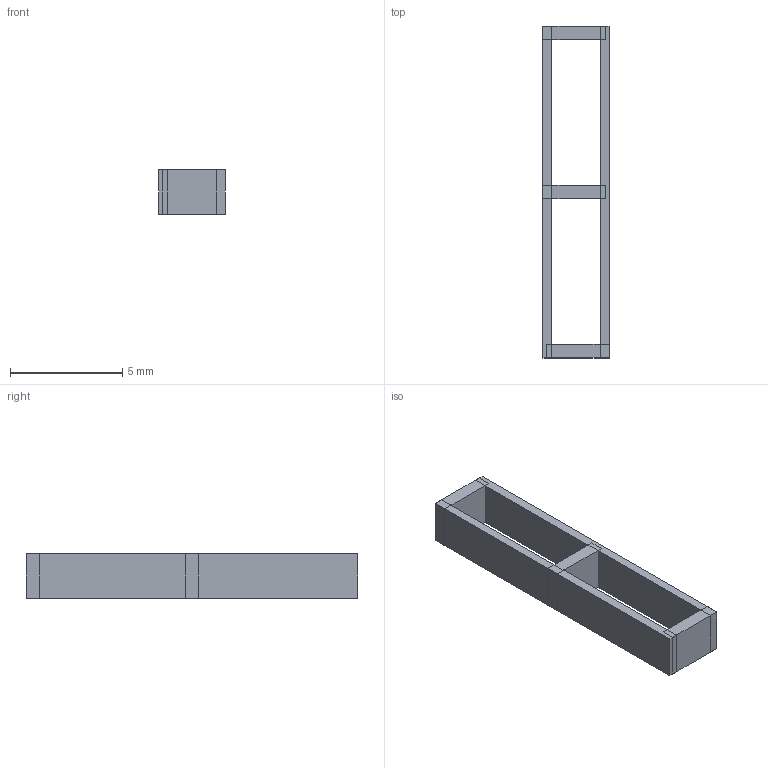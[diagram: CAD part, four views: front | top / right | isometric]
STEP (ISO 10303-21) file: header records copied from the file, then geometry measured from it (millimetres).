
FILE_DESCRIPTION(('STEP AP214'),'1');
FILE_NAME('Euclid_EVA_MountV5.stp','2021-12-30T00:11:28',(' '),(' '),'Spatial InterOp 3D',' ',' ');
FILE_SCHEMA(('automotive_design'));
Length unit declared in the file: inch
Products named in the file (5): 1; 2; 3; 4; 5
Bounding box: 2.94 x 14.76 x 2 mm (x, y, z)
Volume: 33.6 mm3; surface area: 195.2 mm2
Topology: 5 solids, 5 shells, 30 faces, 60 edges, 40 vertices
Faces by surface type: plane 30
Entity records: 1120 total; most frequent: CARTESIAN_POINT 135, DIRECTION 130, ORIENTED_EDGE 120, EDGE_CURVE 60, LINE 60, VECTOR 60, VERTEX_POINT 40, STYLED_ITEM 35
